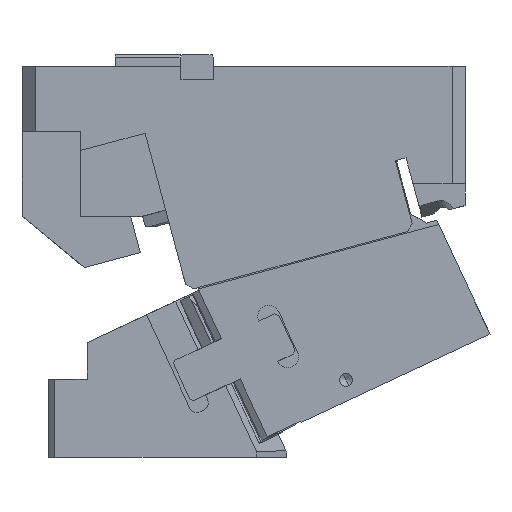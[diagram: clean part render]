
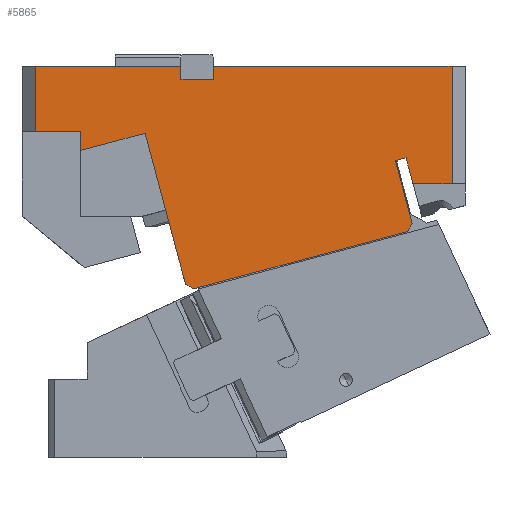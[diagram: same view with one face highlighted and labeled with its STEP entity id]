
A CAD part, front view. The second image highlights one B-rep face of the part: STEP entity #5865.
In plain terms, the highlighted planar face has unit normal (0, -1, 0).
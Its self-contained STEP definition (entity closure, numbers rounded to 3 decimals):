
#307=CARTESIAN_POINT('Vertex',(-250.,-75.,300.)) ;
#310=CARTESIAN_POINT('Line Origine',(-194.,-75.,300.)) ;
#314=CARTESIAN_POINT('Vertex',(-138.,-75.,300.)) ;
#592=CARTESIAN_POINT('Vertex',(-250.,-75.,250.)) ;
#595=CARTESIAN_POINT('Line Origine',(-250.,-75.,275.)) ;
#1899=CARTESIAN_POINT('Line Origine',(-21.5,-75.,300.)) ;
#1903=CARTESIAN_POINT('Vertex',(70.,-75.,300.)) ;
#1905=CARTESIAN_POINT('Vertex',(-113.,-75.,300.)) ;
#2463=CARTESIAN_POINT('Vertex',(70.,-75.,210.)) ;
#2466=CARTESIAN_POINT('Line Origine',(70.,-75.,255.)) ;
#2622=CARTESIAN_POINT('Vertex',(27.951,-75.,228.096)) ;
#2625=CARTESIAN_POINT('Line Origine',(27.948,-75.,228.109)) ;
#2629=CARTESIAN_POINT('Vertex',(27.944,-75.,228.122)) ;
#3583=CARTESIAN_POINT('Vertex',(-215.,-75.,235.466)) ;
#3586=CARTESIAN_POINT('Line Origine',(-215.,-75.,242.733)) ;
#3590=CARTESIAN_POINT('Vertex',(-215.,-75.,250.)) ;
#3612=CARTESIAN_POINT('Line Origine',(-149.952,-75.,190.779)) ;
#3616=CARTESIAN_POINT('Vertex',(-134.423,-75.,132.824)) ;
#3618=CARTESIAN_POINT('Vertex',(-165.482,-75.,248.735)) ;
#3808=CARTESIAN_POINT('Vertex',(-128.3,-75.,129.288)) ;
#3811=CARTESIAN_POINT('Line Origine',(-131.361,-75.,131.056)) ;
#3918=CARTESIAN_POINT('Vertex',(26.495,-75.,227.733)) ;
#3921=CARTESIAN_POINT('Line Origine',(32.969,-75.,203.572)) ;
#3925=CARTESIAN_POINT('Vertex',(39.443,-75.,179.411)) ;
#3954=CARTESIAN_POINT('Line Origine',(37.676,-75.,176.349)) ;
#3958=CARTESIAN_POINT('Vertex',(35.908,-75.,173.287)) ;
#4921=CARTESIAN_POINT('Vertex',(-138.,-75.,290.)) ;
#4924=CARTESIAN_POINT('Line Origine',(-125.5,-75.,290.)) ;
#4928=CARTESIAN_POINT('Vertex',(-113.,-75.,290.)) ;
#5004=CARTESIAN_POINT('Line Origine',(-46.196,-75.,151.288)) ;
#5075=CARTESIAN_POINT('Line Origine',(-190.241,-75.,242.101)) ;
#5176=CARTESIAN_POINT('Line Origine',(37.38,-75.,219.954)) ;
#5180=CARTESIAN_POINT('Vertex',(34.713,-75.,229.907)) ;
#5182=CARTESIAN_POINT('Vertex',(40.047,-75.,210.)) ;
#5318=CARTESIAN_POINT('Line Origine',(31.332,-75.,229.001)) ;
#5337=CARTESIAN_POINT('Line Origine',(55.023,-75.,210.)) ;
#5409=CARTESIAN_POINT('Line Origine',(27.22,-75.,227.927)) ;
#5483=CARTESIAN_POINT('Line Origine',(-113.,-75.,295.)) ;
#5828=CARTESIAN_POINT('Axis2P3D Location',(-260.,-75.,250.)) ;
#5833=CARTESIAN_POINT('Line Origine',(-138.,-75.,295.)) ;
#5838=CARTESIAN_POINT('Line Origine',(-232.5,-75.,250.)) ;
#311=DIRECTION('Vector Direction',(-1.,0.,0.)) ;
#596=DIRECTION('Vector Direction',(0.,0.,-1.)) ;
#1900=DIRECTION('Vector Direction',(-1.,0.,0.)) ;
#2467=DIRECTION('Vector Direction',(0.,0.,1.)) ;
#2626=DIRECTION('Vector Direction',(-0.259,0.,0.966)) ;
#3587=DIRECTION('Vector Direction',(0.,0.,-1.)) ;
#3613=DIRECTION('Vector Direction',(-0.259,0.,0.966)) ;
#3812=DIRECTION('Vector Direction',(0.866,0.,-0.5)) ;
#3922=DIRECTION('Vector Direction',(-0.259,0.,0.966)) ;
#3955=DIRECTION('Vector Direction',(0.5,0.,0.866)) ;
#4925=DIRECTION('Vector Direction',(1.,0.,0.)) ;
#5005=DIRECTION('Vector Direction',(0.966,0.,0.259)) ;
#5076=DIRECTION('Vector Direction',(0.966,0.,0.259)) ;
#5177=DIRECTION('Vector Direction',(0.259,0.,-0.966)) ;
#5319=DIRECTION('Vector Direction',(0.966,0.,0.259)) ;
#5338=DIRECTION('Vector Direction',(1.,0.,0.)) ;
#5410=DIRECTION('Vector Direction',(0.966,0.,0.259)) ;
#5484=DIRECTION('Vector Direction',(0.,0.,1.)) ;
#5829=DIRECTION('Axis2P3D Direction',(0.,1.,0.)) ;
#5830=DIRECTION('Axis2P3D XDirection',(-1.,0.,0.)) ;
#5834=DIRECTION('Vector Direction',(0.,0.,1.)) ;
#5839=DIRECTION('Vector Direction',(1.,0.,0.)) ;
#5831=AXIS2_PLACEMENT_3D('Plane Axis2P3D',#5828,#5829,#5830) ;
#5844=ORIENTED_EDGE('',*,*,#5413,.T.) ;
#5845=ORIENTED_EDGE('',*,*,#2631,.F.) ;
#5846=ORIENTED_EDGE('',*,*,#5322,.T.) ;
#5847=ORIENTED_EDGE('',*,*,#5184,.T.) ;
#5848=ORIENTED_EDGE('',*,*,#5341,.T.) ;
#5849=ORIENTED_EDGE('',*,*,#2470,.T.) ;
#5850=ORIENTED_EDGE('',*,*,#1907,.T.) ;
#5851=ORIENTED_EDGE('',*,*,#5487,.F.) ;
#5852=ORIENTED_EDGE('',*,*,#4930,.F.) ;
#5853=ORIENTED_EDGE('',*,*,#5837,.T.) ;
#5854=ORIENTED_EDGE('',*,*,#316,.T.) ;
#5855=ORIENTED_EDGE('',*,*,#599,.T.) ;
#5856=ORIENTED_EDGE('',*,*,#5842,.T.) ;
#5857=ORIENTED_EDGE('',*,*,#3592,.T.) ;
#5858=ORIENTED_EDGE('',*,*,#5079,.T.) ;
#5859=ORIENTED_EDGE('',*,*,#3620,.F.) ;
#5860=ORIENTED_EDGE('',*,*,#3815,.T.) ;
#5861=ORIENTED_EDGE('',*,*,#5008,.T.) ;
#5862=ORIENTED_EDGE('',*,*,#3960,.T.) ;
#5863=ORIENTED_EDGE('',*,*,#3927,.T.) ;
#312=VECTOR('Line Direction',#311,1.) ;
#597=VECTOR('Line Direction',#596,1.) ;
#1901=VECTOR('Line Direction',#1900,1.) ;
#2468=VECTOR('Line Direction',#2467,1.) ;
#2627=VECTOR('Line Direction',#2626,1.) ;
#3588=VECTOR('Line Direction',#3587,1.) ;
#3614=VECTOR('Line Direction',#3613,1.) ;
#3813=VECTOR('Line Direction',#3812,1.) ;
#3923=VECTOR('Line Direction',#3922,1.) ;
#3956=VECTOR('Line Direction',#3955,1.) ;
#4926=VECTOR('Line Direction',#4925,1.) ;
#5006=VECTOR('Line Direction',#5005,1.) ;
#5077=VECTOR('Line Direction',#5076,1.) ;
#5178=VECTOR('Line Direction',#5177,1.) ;
#5320=VECTOR('Line Direction',#5319,1.) ;
#5339=VECTOR('Line Direction',#5338,1.) ;
#5411=VECTOR('Line Direction',#5410,1.) ;
#5485=VECTOR('Line Direction',#5484,1.) ;
#5835=VECTOR('Line Direction',#5834,1.) ;
#5840=VECTOR('Line Direction',#5839,1.) ;
#5865=ADVANCED_FACE('CAM HOLDER',(#5864),#5832,.F.) ;
#316=EDGE_CURVE('',#315,#308,#313,.T.) ;
#599=EDGE_CURVE('',#308,#593,#598,.T.) ;
#1907=EDGE_CURVE('',#1904,#1906,#1902,.T.) ;
#2470=EDGE_CURVE('',#2464,#1904,#2469,.T.) ;
#2631=EDGE_CURVE('',#2623,#2630,#2628,.T.) ;
#3592=EDGE_CURVE('',#3591,#3584,#3589,.T.) ;
#3620=EDGE_CURVE('',#3617,#3619,#3615,.T.) ;
#3815=EDGE_CURVE('',#3617,#3809,#3814,.T.) ;
#3927=EDGE_CURVE('',#3926,#3919,#3924,.T.) ;
#3960=EDGE_CURVE('',#3959,#3926,#3957,.T.) ;
#4930=EDGE_CURVE('',#4922,#4929,#4927,.T.) ;
#5008=EDGE_CURVE('',#3809,#3959,#5007,.T.) ;
#5079=EDGE_CURVE('',#3584,#3619,#5078,.T.) ;
#5184=EDGE_CURVE('',#5181,#5183,#5179,.T.) ;
#5322=EDGE_CURVE('',#2623,#5181,#5321,.T.) ;
#5341=EDGE_CURVE('',#5183,#2464,#5340,.T.) ;
#5413=EDGE_CURVE('',#3919,#2630,#5412,.T.) ;
#5487=EDGE_CURVE('',#4929,#1906,#5486,.T.) ;
#5837=EDGE_CURVE('',#4922,#315,#5836,.T.) ;
#5842=EDGE_CURVE('',#593,#3591,#5841,.T.) ;
#5843=EDGE_LOOP('',(#5844,#5845,#5846,#5847,#5848,#5849,#5850,#5851,#5852,#5853,#5854,#5855,#5856,#5857,#5858,#5859,#5860,#5861,#5862,#5863)) ;
#5864=FACE_OUTER_BOUND('',#5843,.T.) ;
#313=LINE('Line',#310,#312) ;
#598=LINE('Line',#595,#597) ;
#1902=LINE('Line',#1899,#1901) ;
#2469=LINE('Line',#2466,#2468) ;
#2628=LINE('Line',#2625,#2627) ;
#3589=LINE('Line',#3586,#3588) ;
#3615=LINE('Line',#3612,#3614) ;
#3814=LINE('Line',#3811,#3813) ;
#3924=LINE('Line',#3921,#3923) ;
#3957=LINE('Line',#3954,#3956) ;
#4927=LINE('Line',#4924,#4926) ;
#5007=LINE('Line',#5004,#5006) ;
#5078=LINE('Line',#5075,#5077) ;
#5179=LINE('Line',#5176,#5178) ;
#5321=LINE('Line',#5318,#5320) ;
#5340=LINE('Line',#5337,#5339) ;
#5412=LINE('Line',#5409,#5411) ;
#5486=LINE('Line',#5483,#5485) ;
#5836=LINE('Line',#5833,#5835) ;
#5841=LINE('Line',#5838,#5840) ;
#5832=PLANE('Plane',#5831) ;
#308=VERTEX_POINT('',#307) ;
#315=VERTEX_POINT('',#314) ;
#593=VERTEX_POINT('',#592) ;
#1904=VERTEX_POINT('',#1903) ;
#1906=VERTEX_POINT('',#1905) ;
#2464=VERTEX_POINT('',#2463) ;
#2623=VERTEX_POINT('',#2622) ;
#2630=VERTEX_POINT('',#2629) ;
#3584=VERTEX_POINT('',#3583) ;
#3591=VERTEX_POINT('',#3590) ;
#3617=VERTEX_POINT('',#3616) ;
#3619=VERTEX_POINT('',#3618) ;
#3809=VERTEX_POINT('',#3808) ;
#3919=VERTEX_POINT('',#3918) ;
#3926=VERTEX_POINT('',#3925) ;
#3959=VERTEX_POINT('',#3958) ;
#4922=VERTEX_POINT('',#4921) ;
#4929=VERTEX_POINT('',#4928) ;
#5181=VERTEX_POINT('',#5180) ;
#5183=VERTEX_POINT('',#5182) ;
